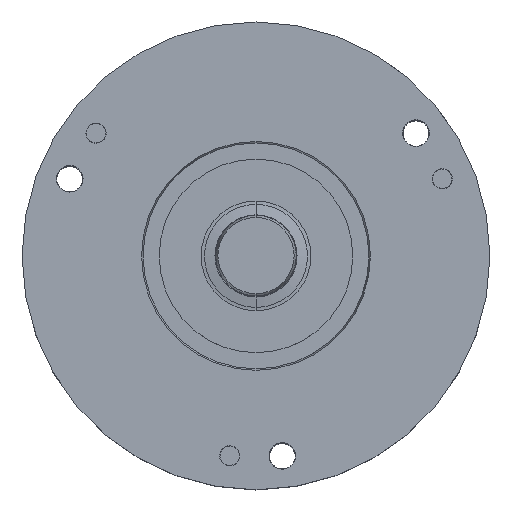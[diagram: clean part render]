
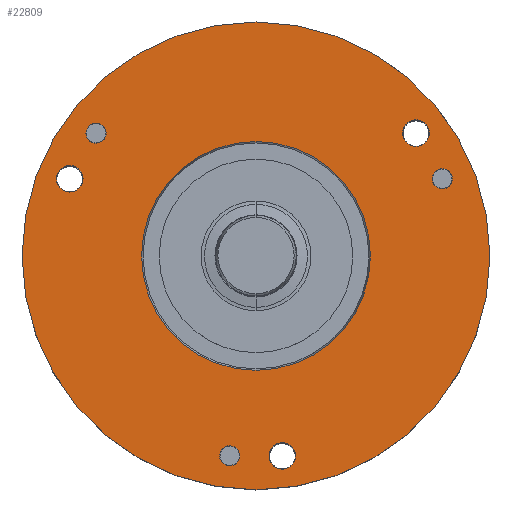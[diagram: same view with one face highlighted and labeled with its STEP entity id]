
A CAD part, top view. The second image highlights one B-rep face of the part: STEP entity #22809.
In plain terms, the highlighted planar face has unit normal (0, 0, 1).
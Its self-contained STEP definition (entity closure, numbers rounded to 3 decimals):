
#4011=CARTESIAN_POINT('',(0.,0.,25.));
#4012=DIRECTION('',(0.,0.,1.));
#4013=DIRECTION('',(1.,0.,0.));
#4014=AXIS2_PLACEMENT_3D('',#4011,#4012,#4013);
#4016=CARTESIAN_POINT('',(0.,0.,25.));
#4017=DIRECTION('',(0.,0.,1.));
#4018=DIRECTION('',(-1.,0.,0.));
#4019=AXIS2_PLACEMENT_3D('',#4016,#4017,#4018);
#4021=CARTESIAN_POINT('',(-19.834,15.219,25.));
#4022=DIRECTION('',(0.,0.,-1.));
#4023=DIRECTION('',(-0.793,0.609,0.));
#4024=AXIS2_PLACEMENT_3D('',#4021,#4022,#4023);
#4026=CARTESIAN_POINT('',(-19.834,15.219,25.));
#4027=DIRECTION('',(0.,0.,-1.));
#4028=DIRECTION('',(0.793,-0.609,0.));
#4029=AXIS2_PLACEMENT_3D('',#4026,#4027,#4028);
#4031=CARTESIAN_POINT('',(-3.263,-24.786,25.));
#4032=DIRECTION('',(0.,0.,-1.));
#4033=DIRECTION('',(-0.131,-0.991,0.));
#4034=AXIS2_PLACEMENT_3D('',#4031,#4032,#4033);
#4036=CARTESIAN_POINT('',(-3.263,-24.786,25.));
#4037=DIRECTION('',(0.,0.,-1.));
#4038=DIRECTION('',(0.131,0.991,0.));
#4039=AXIS2_PLACEMENT_3D('',#4036,#4037,#4038);
#4041=CARTESIAN_POINT('',(23.097,9.567,25.));
#4042=DIRECTION('',(0.,0.,-1.));
#4043=DIRECTION('',(0.924,0.383,0.));
#4044=AXIS2_PLACEMENT_3D('',#4041,#4042,#4043);
#4046=CARTESIAN_POINT('',(23.097,9.567,25.));
#4047=DIRECTION('',(0.,0.,-1.));
#4048=DIRECTION('',(-0.924,-0.383,0.));
#4049=AXIS2_PLACEMENT_3D('',#4046,#4047,#4048);
#4051=CARTESIAN_POINT('',(3.263,-24.786,25.));
#4052=DIRECTION('',(0.,0.,1.));
#4053=DIRECTION('',(0.,-1.,0.));
#4054=AXIS2_PLACEMENT_3D('',#4051,#4052,#4053);
#4056=CARTESIAN_POINT('',(3.263,-24.786,25.));
#4057=DIRECTION('',(0.,0.,1.));
#4058=DIRECTION('',(0.,1.,0.));
#4059=AXIS2_PLACEMENT_3D('',#4056,#4057,#4058);
#4061=CARTESIAN_POINT('',(19.834,15.219,25.));
#4062=DIRECTION('',(0.,0.,1.));
#4063=DIRECTION('',(0.,-1.,0.));
#4064=AXIS2_PLACEMENT_3D('',#4061,#4062,#4063);
#4066=CARTESIAN_POINT('',(19.834,15.219,25.));
#4067=DIRECTION('',(0.,0.,1.));
#4068=DIRECTION('',(0.,1.,0.));
#4069=AXIS2_PLACEMENT_3D('',#4066,#4067,#4068);
#4071=CARTESIAN_POINT('',(-23.097,9.567,25.));
#4072=DIRECTION('',(0.,0.,1.));
#4073=DIRECTION('',(0.,-1.,0.));
#4074=AXIS2_PLACEMENT_3D('',#4071,#4072,#4073);
#4076=CARTESIAN_POINT('',(-23.097,9.567,25.));
#4077=DIRECTION('',(0.,0.,1.));
#4078=DIRECTION('',(0.,1.,0.));
#4079=AXIS2_PLACEMENT_3D('',#4076,#4077,#4078);
#4090=CARTESIAN_POINT('',(0.,0.,25.));
#4091=DIRECTION('',(0.,0.,-1.));
#4092=DIRECTION('',(-1.,0.,0.));
#4093=AXIS2_PLACEMENT_3D('',#4090,#4091,#4092);
#4119=CARTESIAN_POINT('',(0.,0.,25.));
#4120=DIRECTION('',(0.,0.,-1.));
#4121=DIRECTION('',(1.,0.,0.));
#4122=AXIS2_PLACEMENT_3D('',#4119,#4120,#4121);
#17923=CARTESIAN_POINT('',(29.,0.,25.));
#17924=CARTESIAN_POINT('',(-29.,0.,25.));
#17925=VERTEX_POINT('',#17923);
#17926=VERTEX_POINT('',#17924);
#18003=CARTESIAN_POINT('',(-20.826,15.98,25.));
#18004=CARTESIAN_POINT('',(-18.842,14.458,25.));
#18005=VERTEX_POINT('',#18003);
#18006=VERTEX_POINT('',#18004);
#18007=CARTESIAN_POINT('',(-3.426,-26.025,25.));
#18008=CARTESIAN_POINT('',(-3.1,-23.547,25.));
#18009=VERTEX_POINT('',#18007);
#18010=VERTEX_POINT('',#18008);
#18011=CARTESIAN_POINT('',(24.252,10.045,25.));
#18012=CARTESIAN_POINT('',(21.942,9.089,25.));
#18013=VERTEX_POINT('',#18011);
#18014=VERTEX_POINT('',#18012);
#18113=CARTESIAN_POINT('',(14.188,0.,25.));
#18114=CARTESIAN_POINT('',(-14.188,0.,25.));
#18115=VERTEX_POINT('',#18113);
#18116=VERTEX_POINT('',#18114);
#18297=CARTESIAN_POINT('',(3.263,-26.436,25.));
#18298=CARTESIAN_POINT('',(3.263,-23.136,25.));
#18299=VERTEX_POINT('',#18297);
#18300=VERTEX_POINT('',#18298);
#18305=CARTESIAN_POINT('',(19.834,13.569,25.));
#18306=CARTESIAN_POINT('',(19.834,16.869,25.));
#18307=VERTEX_POINT('',#18305);
#18308=VERTEX_POINT('',#18306);
#18313=CARTESIAN_POINT('',(-23.097,7.917,25.));
#18314=CARTESIAN_POINT('',(-23.097,11.217,25.));
#18315=VERTEX_POINT('',#18313);
#18316=VERTEX_POINT('',#18314);
#22758=CARTESIAN_POINT('',(0.,0.,25.));
#22759=DIRECTION('',(0.,0.,1.));
#22760=DIRECTION('',(1.,0.,0.));
#22761=AXIS2_PLACEMENT_3D('',#22758,#22759,#22760);
#22762=PLANE('',#22761);
#22763=ORIENTED_EDGE('',*,*,#22738,.F.);
#22764=ORIENTED_EDGE('',*,*,#22752,.F.);
#22765=EDGE_LOOP('',(#22763,#22764));
#22766=FACE_OUTER_BOUND('',#22765,.F.);
#22768=ORIENTED_EDGE('',*,*,#22767,.F.);
#22770=ORIENTED_EDGE('',*,*,#22769,.F.);
#22771=EDGE_LOOP('',(#22768,#22770));
#22772=FACE_BOUND('',#22771,.F.);
#22774=ORIENTED_EDGE('',*,*,#22773,.F.);
#22776=ORIENTED_EDGE('',*,*,#22775,.F.);
#22777=EDGE_LOOP('',(#22774,#22776));
#22778=FACE_BOUND('',#22777,.F.);
#22780=ORIENTED_EDGE('',*,*,#22779,.F.);
#22782=ORIENTED_EDGE('',*,*,#22781,.F.);
#22783=EDGE_LOOP('',(#22780,#22782));
#22784=FACE_BOUND('',#22783,.F.);
#22786=ORIENTED_EDGE('',*,*,#22785,.F.);
#22788=ORIENTED_EDGE('',*,*,#22787,.F.);
#22789=EDGE_LOOP('',(#22786,#22788));
#22790=FACE_BOUND('',#22789,.F.);
#22792=ORIENTED_EDGE('',*,*,#22791,.T.);
#22794=ORIENTED_EDGE('',*,*,#22793,.T.);
#22795=EDGE_LOOP('',(#22792,#22794));
#22796=FACE_BOUND('',#22795,.F.);
#22798=ORIENTED_EDGE('',*,*,#22797,.T.);
#22800=ORIENTED_EDGE('',*,*,#22799,.T.);
#22801=EDGE_LOOP('',(#22798,#22800));
#22802=FACE_BOUND('',#22801,.F.);
#22804=ORIENTED_EDGE('',*,*,#22803,.T.);
#22806=ORIENTED_EDGE('',*,*,#22805,.T.);
#22807=EDGE_LOOP('',(#22804,#22806));
#22808=FACE_BOUND('',#22807,.F.);
#4015=CIRCLE('',#4014,29.);
#4020=CIRCLE('',#4019,29.);
#4025=CIRCLE('',#4024,1.25);
#4030=CIRCLE('',#4029,1.25);
#4035=CIRCLE('',#4034,1.25);
#4040=CIRCLE('',#4039,1.25);
#4045=CIRCLE('',#4044,1.25);
#4050=CIRCLE('',#4049,1.25);
#4055=CIRCLE('',#4054,1.65);
#4060=CIRCLE('',#4059,1.65);
#4065=CIRCLE('',#4064,1.65);
#4070=CIRCLE('',#4069,1.65);
#4075=CIRCLE('',#4074,1.65);
#4080=CIRCLE('',#4079,1.65);
#4094=CIRCLE('',#4093,14.188);
#4123=CIRCLE('',#4122,14.188);
#22738=EDGE_CURVE('',#17925,#17926,#4015,.T.);
#22752=EDGE_CURVE('',#17926,#17925,#4020,.T.);
#22767=EDGE_CURVE('',#18116,#18115,#4094,.T.);
#22769=EDGE_CURVE('',#18115,#18116,#4123,.T.);
#22773=EDGE_CURVE('',#18005,#18006,#4025,.T.);
#22775=EDGE_CURVE('',#18006,#18005,#4030,.T.);
#22779=EDGE_CURVE('',#18009,#18010,#4035,.T.);
#22781=EDGE_CURVE('',#18010,#18009,#4040,.T.);
#22785=EDGE_CURVE('',#18013,#18014,#4045,.T.);
#22787=EDGE_CURVE('',#18014,#18013,#4050,.T.);
#22791=EDGE_CURVE('',#18299,#18300,#4055,.T.);
#22793=EDGE_CURVE('',#18300,#18299,#4060,.T.);
#22797=EDGE_CURVE('',#18307,#18308,#4065,.T.);
#22799=EDGE_CURVE('',#18308,#18307,#4070,.T.);
#22803=EDGE_CURVE('',#18315,#18316,#4075,.T.);
#22805=EDGE_CURVE('',#18316,#18315,#4080,.T.);
#22809=ADVANCED_FACE('',(#22766,#22772,#22778,#22784,#22790,#22796,#22802,
#22808),#22762,.T.);
